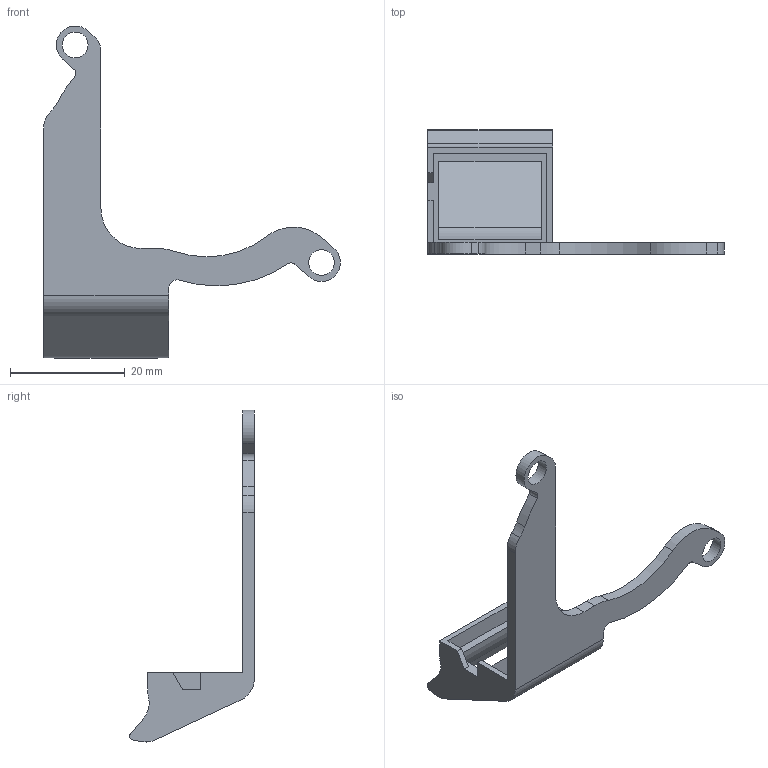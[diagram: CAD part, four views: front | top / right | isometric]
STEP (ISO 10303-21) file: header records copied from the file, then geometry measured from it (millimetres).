
FILE_DESCRIPTION(/* description */ (''),/* implementation_level */ '2;1');
FILE_NAME(/* name */ 'fan_shroud_right.stp',/* time_stamp */ '2021-07-30T23:11:16+08:00',/* author */ ('BWChen'),/* organization */ (''),/* preprocessor_version */ 'ST-DEVELOPER v16.5',/* originating_system */ 'Autodesk Inventor 2017',/* authorisation */ '');
FILE_SCHEMA (('AUTOMOTIVE_DESIGN { 1 0 10303 214 3 1 1 }'));
Length unit declared in the file: millimetre
Products named in the file (1): fan_shroud
Bounding box: 51.8 x 21.74 x 57.96 mm (x, y, z)
Volume: 2670.9 mm3; surface area: 3771.5 mm2
Topology: 1 solids, 1 shells, 50 faces, 146 edges, 97 vertices
Faces by surface type: plane 27, cylinder 23
Full cylindrical faces by diameter (mm): 4.5 x2
Entity records: 1702 total; most frequent: DIRECTION 294, CARTESIAN_POINT 292, ORIENTED_EDGE 288, EDGE_CURVE 144, AXIS2_PLACEMENT_3D 99, VERTEX_POINT 97, LINE 96, VECTOR 96
